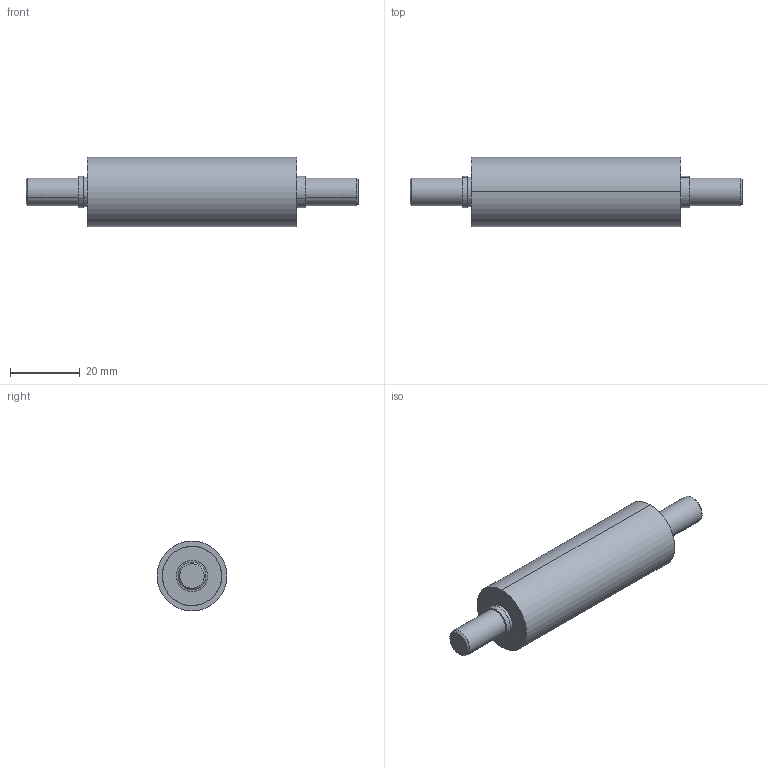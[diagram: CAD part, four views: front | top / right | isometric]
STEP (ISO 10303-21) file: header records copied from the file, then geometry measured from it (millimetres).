
FILE_DESCRIPTION (( 'STEP AP203' ), '1' );
FILE_NAME ('5274.STEP', '2014-03-31T08:46:49', ( '' ), ( '' ), 'SwSTEP 2.0', 'SolidWorks 2012', '' );
FILE_SCHEMA (( 'CONFIG_CONTROL_DESIGN' ));
Length unit declared in the file: millimetre
Products named in the file (1): 5274
Bounding box: 95 x 20 x 20 mm (x, y, z)
Surface area: 7426.2 mm2 (no closed solid volume)
Topology: 0 solids, 5 shells, 34 faces, 74 edges, 48 vertices
Faces by surface type: cylinder 22, plane 8, cone 4
Entity records: 1019 total; most frequent: DIRECTION 192, CARTESIAN_POINT 157, ORIENTED_EDGE 132, AXIS2_PLACEMENT_3D 83, EDGE_CURVE 74, VERTEX_POINT 48, CIRCLE 48, EDGE_LOOP 40
